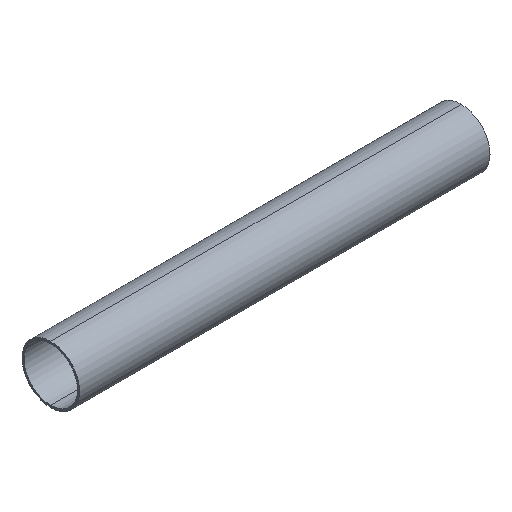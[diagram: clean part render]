
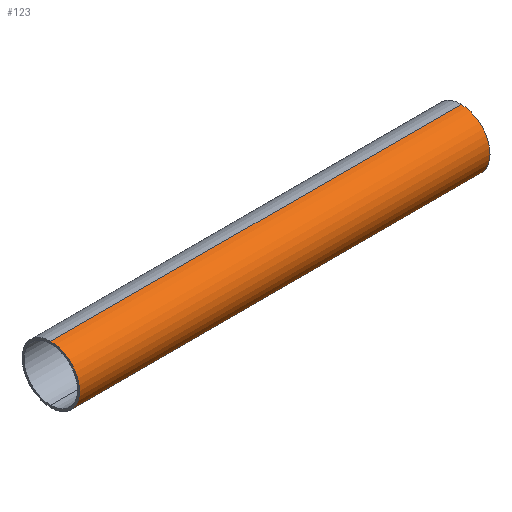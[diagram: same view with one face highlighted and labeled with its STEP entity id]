
A CAD part, isometric view. The second image highlights one B-rep face of the part: STEP entity #123.
In plain terms, the highlighted cylindrical face has radius 14 mm (diameter 28 mm), a partial arc.
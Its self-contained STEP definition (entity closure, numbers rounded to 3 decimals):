
#1 = CARTESIAN_POINT ( 'NONE',  ( 200., 0., 14. ) ) ;
#5 = VERTEX_POINT ( 'NONE', #1 ) ;
#6 = DIRECTION ( 'NONE',  ( -1., 0., 0. ) ) ;
#9 = CARTESIAN_POINT ( 'NONE',  ( 0., 0., 0. ) ) ;
#11 = ORIENTED_EDGE ( 'NONE', *, *, #71, .F. ) ;
#12 = EDGE_CURVE ( 'NONE', #5, #148, #26, .T. ) ;
#21 = VERTEX_POINT ( 'NONE', #214 ) ;
#25 = DIRECTION ( 'NONE',  ( 0., 0., 1. ) ) ;
#26 = LINE ( 'NONE', #63, #170 ) ;
#41 = ORIENTED_EDGE ( 'NONE', *, *, #154, .T. ) ;
#53 = EDGE_LOOP ( 'NONE', ( #245, #41, #93, #11 ) ) ;
#63 = CARTESIAN_POINT ( 'NONE',  ( 0., 0., 14. ) ) ;
#65 = DIRECTION ( 'NONE',  ( -1., 0., 0. ) ) ;
#68 = CARTESIAN_POINT ( 'NONE',  ( 0., 0., 14. ) ) ;
#71 = EDGE_CURVE ( 'NONE', #237, #148, #174, .T. ) ;
#75 = FACE_OUTER_BOUND ( 'NONE', #53, .T. ) ;
#93 = ORIENTED_EDGE ( 'NONE', *, *, #12, .T. ) ;
#101 = DIRECTION ( 'NONE',  ( 0., 0., 1. ) ) ;
#119 = CYLINDRICAL_SURFACE ( 'NONE', #240, 14. ) ;
#121 = EDGE_CURVE ( 'NONE', #21, #237, #242, .T. ) ;
#123 = ADVANCED_FACE ( 'NONE', ( #75 ), #119, .T. ) ;
#148 = VERTEX_POINT ( 'NONE', #68 ) ;
#154 = EDGE_CURVE ( 'NONE', #21, #5, #246, .T. ) ;
#163 = DIRECTION ( 'NONE',  ( -1., 0., 0. ) ) ;
#168 = AXIS2_PLACEMENT_3D ( 'NONE', #231, #163, #25 ) ;
#170 = VECTOR ( 'NONE', #197, 1000. ) ;
#174 = CIRCLE ( 'NONE', #193, 14. ) ;
#175 = VECTOR ( 'NONE', #6, 1000. ) ;
#177 = DIRECTION ( 'NONE',  ( -1., 0., 0. ) ) ;
#193 = AXIS2_PLACEMENT_3D ( 'NONE', #215, #177, #101 ) ;
#197 = DIRECTION ( 'NONE',  ( -1., 0., 0. ) ) ;
#201 = CARTESIAN_POINT ( 'NONE',  ( 0., 0., -14. ) ) ;
#214 = CARTESIAN_POINT ( 'NONE',  ( 200., 0., -14. ) ) ;
#215 = CARTESIAN_POINT ( 'NONE',  ( 0., 0., 0. ) ) ;
#220 = CARTESIAN_POINT ( 'NONE',  ( 0., 0., -14. ) ) ;
#221 = DIRECTION ( 'NONE',  ( 0., 0., 1. ) ) ;
#231 = CARTESIAN_POINT ( 'NONE',  ( 200., 0., 0. ) ) ;
#237 = VERTEX_POINT ( 'NONE', #201 ) ;
#240 = AXIS2_PLACEMENT_3D ( 'NONE', #9, #65, #221 ) ;
#242 = LINE ( 'NONE', #220, #175 ) ;
#245 = ORIENTED_EDGE ( 'NONE', *, *, #121, .F. ) ;
#246 = CIRCLE ( 'NONE', #168, 14. ) ;
